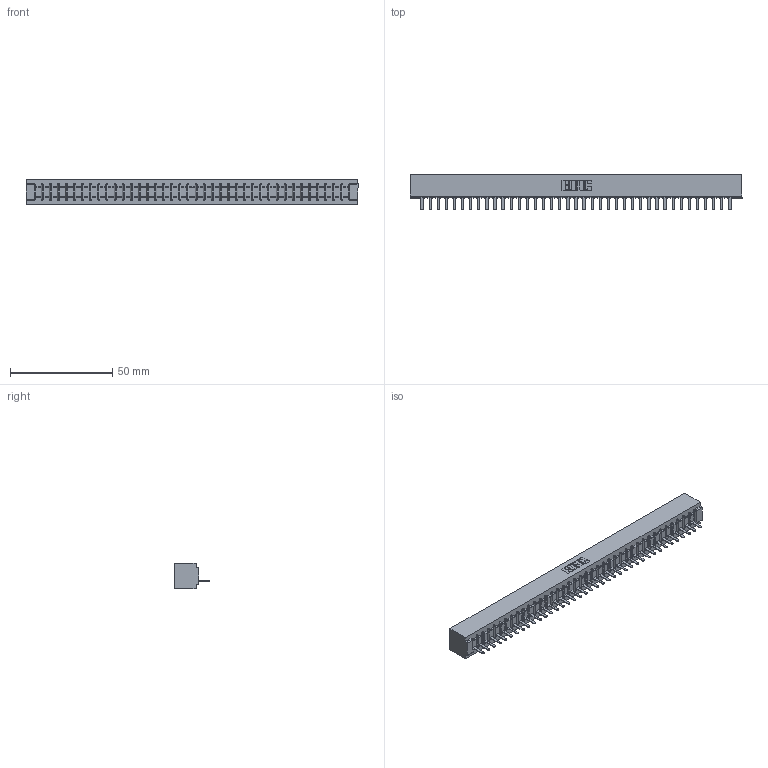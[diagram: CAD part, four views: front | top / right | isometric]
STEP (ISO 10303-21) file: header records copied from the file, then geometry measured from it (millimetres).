
FILE_DESCRIPTION (( 'STEP AP203' ), '1' );
FILE_NAME ('307-039-521-101.STEP', '2019-09-05T09:36:15', ( '' ), ( '' ), 'SwSTEP 2.0', 'SolidWorks 2016', '' );
FILE_SCHEMA (( 'CONFIG_CONTROL_DESIGN' ));
Length unit declared in the file: inch
Products named in the file (3): 307-290-002_521; 307-039-521-101; 307 Part_No Mounting Lugs
Assembly tree (40 placements, depth 2):
  307-039-521-101
    307 Part_No Mounting Lugs
    307-290-002_521  x39
Bounding box: 162.41 x 17.42 x 12.7 mm (x, y, z)
Volume: 17917.3 mm3; surface area: 22818.9 mm2
Topology: 40 solids, 40 shells, 3036 faces, 9347 edges, 6122 vertices
Faces by surface type: plane 1821, cylinder 1135, sphere 80
Entity records: 34244 total; most frequent: CARTESIAN_POINT 5776, ORIENTED_EDGE 5766, DIRECTION 5611, EDGE_CURVE 2883, VECTOR 2209, LINE 2209, VERTEX_POINT 1866, AXIS2_PLACEMENT_3D 1701
